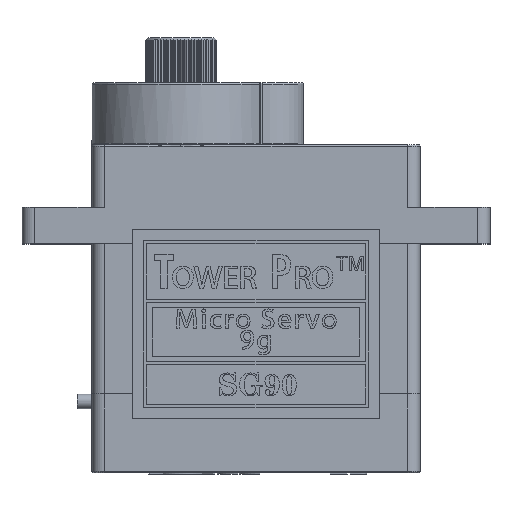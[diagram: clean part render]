
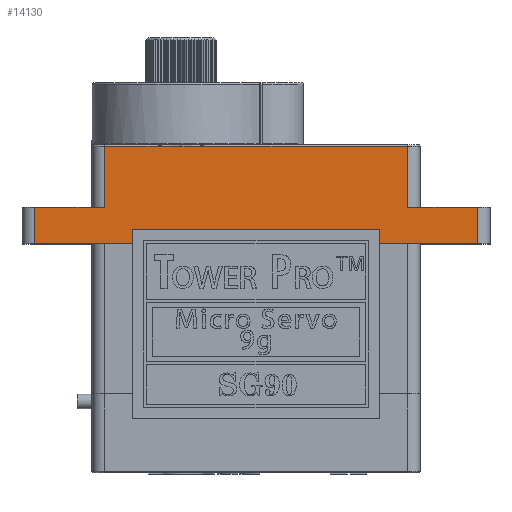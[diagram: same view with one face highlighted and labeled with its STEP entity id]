
A CAD part, top view. The second image highlights one B-rep face of the part: STEP entity #14130.
In plain terms, the highlighted planar face has unit normal (0, 0, 1).
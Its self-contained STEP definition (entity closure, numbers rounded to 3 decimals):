
#1220=PLANE('',#14896);
#1707=FACE_OUTER_BOUND('',#2429,.T.);
#2429=EDGE_LOOP('',(#12168,#12169,#12170,#12171,#12172,#12173,#12174,#12175,
#12176,#12177,#12178));
#3570=LINE('',#35776,#4817);
#3573=LINE('',#35790,#4820);
#3575=LINE('',#35795,#4822);
#3576=LINE('',#35797,#4823);
#3577=LINE('',#35798,#4824);
#3578=LINE('',#35800,#4825);
#3579=LINE('',#35802,#4826);
#3580=LINE('',#35804,#4827);
#3581=LINE('',#35806,#4828);
#3582=LINE('',#35808,#4829);
#3583=LINE('',#35809,#4830);
#4817=VECTOR('',#17135,4.8);
#4820=VECTOR('',#17148,2.5);
#4822=VECTOR('',#17152,10.);
#4823=VECTOR('',#17153,3.688);
#4824=VECTOR('',#17154,4.2);
#4825=VECTOR('',#17155,30.4);
#4826=VECTOR('',#17156,2.5);
#4827=VECTOR('',#17157,4.8);
#4828=VECTOR('',#17158,4.2);
#4829=VECTOR('',#17159,13.988);
#4830=VECTOR('',#17160,10.);
#6720=VERTEX_POINT('',#35773);
#6721=VERTEX_POINT('',#35775);
#6727=VERTEX_POINT('',#35788);
#6728=VERTEX_POINT('',#35793);
#6729=VERTEX_POINT('',#35794);
#6730=VERTEX_POINT('',#35796);
#6731=VERTEX_POINT('',#35799);
#6732=VERTEX_POINT('',#35801);
#6733=VERTEX_POINT('',#35803);
#6734=VERTEX_POINT('',#35805);
#6735=VERTEX_POINT('',#35807);
#8610=EDGE_CURVE('',#6720,#6721,#3570,.T.);
#8617=EDGE_CURVE('',#6720,#6727,#3573,.T.);
#8619=EDGE_CURVE('',#6728,#6729,#3575,.T.);
#8620=EDGE_CURVE('',#6728,#6730,#3576,.T.);
#8621=EDGE_CURVE('',#6730,#6721,#3577,.T.);
#8622=EDGE_CURVE('',#6727,#6731,#3578,.T.);
#8623=EDGE_CURVE('',#6732,#6731,#3579,.T.);
#8624=EDGE_CURVE('',#6733,#6732,#3580,.T.);
#8625=EDGE_CURVE('',#6734,#6733,#3581,.T.);
#8626=EDGE_CURVE('',#6734,#6735,#3582,.T.);
#8627=EDGE_CURVE('',#6729,#6735,#3583,.T.);
#12168=ORIENTED_EDGE('',*,*,#8619,.F.);
#12169=ORIENTED_EDGE('',*,*,#8620,.T.);
#12170=ORIENTED_EDGE('',*,*,#8621,.T.);
#12171=ORIENTED_EDGE('',*,*,#8610,.F.);
#12172=ORIENTED_EDGE('',*,*,#8617,.T.);
#12173=ORIENTED_EDGE('',*,*,#8622,.T.);
#12174=ORIENTED_EDGE('',*,*,#8623,.F.);
#12175=ORIENTED_EDGE('',*,*,#8624,.F.);
#12176=ORIENTED_EDGE('',*,*,#8625,.F.);
#12177=ORIENTED_EDGE('',*,*,#8626,.T.);
#12178=ORIENTED_EDGE('',*,*,#8627,.F.);
#14130=ADVANCED_FACE('',(#1707),#1220,.F.);
#14896=AXIS2_PLACEMENT_3D('',#35792,#17150,#17151);
#17135=DIRECTION('',(1.,0.,0.));
#17148=DIRECTION('',(0.,-1.,0.));
#17150=DIRECTION('center_axis',(0.,0.,-1.));
#17151=DIRECTION('ref_axis',(-1.,0.,0.));
#17152=DIRECTION('',(1.,0.,0.));
#17153=DIRECTION('',(-1.,0.,0.));
#17154=DIRECTION('',(0.,-1.,0.));
#17155=DIRECTION('',(1.,0.,0.));
#17156=DIRECTION('',(0.,-1.,0.));
#17157=DIRECTION('',(1.,0.,0.));
#17158=DIRECTION('',(0.,-1.,0.));
#17159=DIRECTION('',(-1.,0.,0.));
#17160=DIRECTION('',(1.,0.,0.));
#35773=CARTESIAN_POINT('',(-15.2,7.65,6.1));
#35775=CARTESIAN_POINT('',(-10.4,7.65,6.1));
#35776=CARTESIAN_POINT('',(-15.2,7.65,6.1));
#35788=CARTESIAN_POINT('',(-15.2,5.15,6.1));
#35790=CARTESIAN_POINT('',(-15.2,7.65,6.1));
#35792=CARTESIAN_POINT('Origin',(-15.2,7.65,6.1));
#35793=CARTESIAN_POINT('',(-6.712,11.85,6.1));
#35794=CARTESIAN_POINT('',(-5.15,11.85,6.1));
#35795=CARTESIAN_POINT('',(-6.712,11.85,6.1));
#35796=CARTESIAN_POINT('',(-10.4,11.85,6.1));
#35797=CARTESIAN_POINT('',(-6.712,11.85,6.1));
#35798=CARTESIAN_POINT('',(-10.4,11.85,6.1));
#35799=CARTESIAN_POINT('',(15.2,5.15,6.1));
#35800=CARTESIAN_POINT('',(-15.2,5.15,6.1));
#35801=CARTESIAN_POINT('',(15.2,7.65,6.1));
#35802=CARTESIAN_POINT('',(15.2,7.65,6.1));
#35803=CARTESIAN_POINT('',(10.4,7.65,6.1));
#35804=CARTESIAN_POINT('',(10.4,7.65,6.1));
#35805=CARTESIAN_POINT('',(10.4,11.85,6.1));
#35806=CARTESIAN_POINT('',(10.4,11.85,6.1));
#35807=CARTESIAN_POINT('',(-3.588,11.85,6.1));
#35808=CARTESIAN_POINT('',(10.4,11.85,6.1));
#35809=CARTESIAN_POINT('',(-5.15,11.85,6.1));
